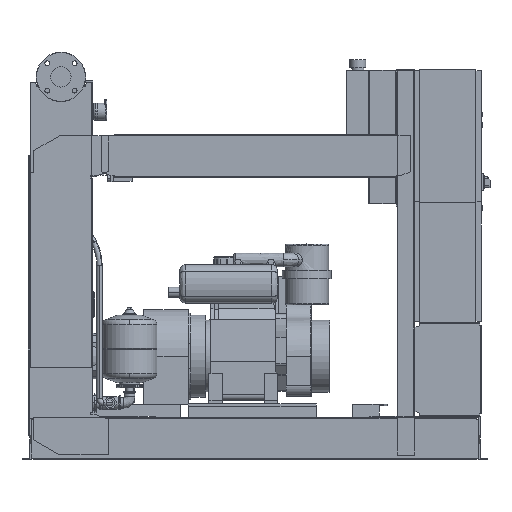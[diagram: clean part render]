
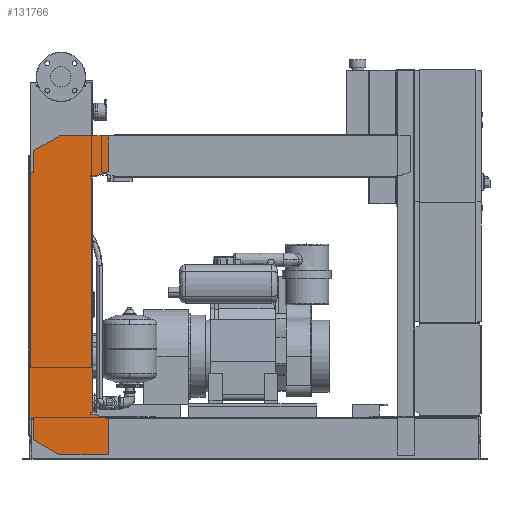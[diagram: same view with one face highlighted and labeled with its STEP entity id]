
A CAD part, front view. The second image highlights one B-rep face of the part: STEP entity #131766.
In plain terms, the highlighted free-form (B-spline) face has degree [1, 1] with [2, 2] control points.
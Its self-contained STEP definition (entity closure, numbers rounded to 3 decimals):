
#131251=CARTESIAN_POINT('',(-102.0,-463.5,1076.0));
#131252=VERTEX_POINT('',#131251);
#131259=CARTESIAN_POINT('',(-102.0,-463.5,1158.574));
#131260=VERTEX_POINT('',#131259);
#131261=CARTESIAN_POINT('',(-102.0,-463.5,1076.0));
#131262=DIRECTION('',(0.0,0.0,1.0));
#131263=VECTOR('',#131262,82.574);
#131264=LINE('',#131261,#131263);
#131265=EDGE_CURVE('',#131252,#131260,#131264,.T.);
#131283=CARTESIAN_POINT('',(-6.,-463.5,1214.0));
#131284=VERTEX_POINT('',#131283);
#131285=CARTESIAN_POINT('',(-102.0,-463.5,1158.574));
#131286=DIRECTION('',(0.866,0.0,0.5));
#131287=VECTOR('',#131286,110.851);
#131288=LINE('',#131285,#131287);
#131289=EDGE_CURVE('',#131260,#131284,#131288,.T.);
#131307=CARTESIAN_POINT('',(177.0,-463.5,1214.0));
#131308=VERTEX_POINT('',#131307);
#131309=CARTESIAN_POINT('',(-6.,-463.5,1214.0));
#131310=DIRECTION('',(1.0,0.0,0.0));
#131311=VECTOR('',#131310,183.0);
#131312=LINE('',#131309,#131311);
#131313=EDGE_CURVE('',#131284,#131308,#131312,.T.);
#131331=CARTESIAN_POINT('',(177.0,-463.5,1080.379));
#131332=VERTEX_POINT('',#131331);
#131333=CARTESIAN_POINT('',(177.0,-463.5,1214.0));
#131334=DIRECTION('',(0.0,0.0,-1.0));
#131335=VECTOR('',#131334,133.621);
#131336=LINE('',#131333,#131335);
#131337=EDGE_CURVE('',#131308,#131332,#131336,.T.);
#131355=CARTESIAN_POINT('',(132.,-463.5,1064.0));
#131356=VERTEX_POINT('',#131355);
#131357=CARTESIAN_POINT('',(177.0,-463.5,1080.379));
#131358=DIRECTION('',(-0.94,0.0,-0.342));
#131359=VECTOR('',#131358,47.888);
#131360=LINE('',#131357,#131359);
#131361=EDGE_CURVE('',#131332,#131356,#131360,.T.);
#131379=CARTESIAN_POINT('',(112.0,-463.5,1064.0));
#131380=VERTEX_POINT('',#131379);
#131381=CARTESIAN_POINT('',(132.,-463.5,1064.0));
#131382=DIRECTION('',(-1.0,0.0,0.0));
#131383=VECTOR('',#131382,20.);
#131384=LINE('',#131381,#131383);
#131385=EDGE_CURVE('',#131356,#131380,#131384,.T.);
#131403=CARTESIAN_POINT('',(112.0,-463.5,1056.0));
#131404=VERTEX_POINT('',#131403);
#131405=CARTESIAN_POINT('',(112.0,-463.5,1064.0));
#131406=DIRECTION('',(0.0,0.0,-1.0));
#131407=VECTOR('',#131406,8.0);
#131408=LINE('',#131405,#131407);
#131409=EDGE_CURVE('',#131380,#131404,#131408,.T.);
#131427=CARTESIAN_POINT('',(120.,-463.5,1056.0));
#131428=VERTEX_POINT('',#131427);
#131429=CARTESIAN_POINT('',(112.0,-463.5,1056.0));
#131430=DIRECTION('',(1.0,0.0,0.0));
#131431=VECTOR('',#131430,8.);
#131432=LINE('',#131429,#131431);
#131433=EDGE_CURVE('',#131404,#131428,#131432,.T.);
#131451=CARTESIAN_POINT('',(120.,-463.5,176.));
#131452=VERTEX_POINT('',#131451);
#131463=CARTESIAN_POINT('',(120.,-463.5,1056.0));
#131464=DIRECTION('',(0.0,0.0,-1.0));
#131465=VECTOR('',#131464,880.);
#131466=LINE('',#131463,#131465);
#131467=EDGE_CURVE('',#131428,#131452,#131466,.T.);
#131481=CARTESIAN_POINT('',(112.,-463.5,176.));
#131482=VERTEX_POINT('',#131481);
#131483=CARTESIAN_POINT('',(120.,-463.5,176.));
#131484=DIRECTION('',(-1.0,0.0,0.0));
#131485=VECTOR('',#131484,8.);
#131486=LINE('',#131483,#131485);
#131487=EDGE_CURVE('',#131452,#131482,#131486,.T.);
#131505=CARTESIAN_POINT('',(112.,-463.5,168.));
#131506=VERTEX_POINT('',#131505);
#131507=CARTESIAN_POINT('',(112.,-463.5,176.));
#131508=DIRECTION('',(0.0,0.0,-1.0));
#131509=VECTOR('',#131508,8.0);
#131510=LINE('',#131507,#131509);
#131511=EDGE_CURVE('',#131482,#131506,#131510,.T.);
#131529=CARTESIAN_POINT('',(132.,-463.5,168.));
#131530=VERTEX_POINT('',#131529);
#131531=CARTESIAN_POINT('',(112.,-463.5,168.));
#131532=DIRECTION('',(1.0,0.0,0.0));
#131533=VECTOR('',#131532,20.0);
#131534=LINE('',#131531,#131533);
#131535=EDGE_CURVE('',#131506,#131530,#131534,.T.);
#131553=CARTESIAN_POINT('',(177.,-463.5,151.621));
#131554=VERTEX_POINT('',#131553);
#131555=CARTESIAN_POINT('',(132.,-463.5,168.));
#131556=DIRECTION('',(0.94,0.0,-0.342));
#131557=VECTOR('',#131556,47.888);
#131558=LINE('',#131555,#131557);
#131559=EDGE_CURVE('',#131530,#131554,#131558,.T.);
#131577=CARTESIAN_POINT('',(177.,-463.5,18.0));
#131578=VERTEX_POINT('',#131577);
#131579=CARTESIAN_POINT('',(177.,-463.5,151.621));
#131580=DIRECTION('',(0.0,0.0,-1.0));
#131581=VECTOR('',#131580,133.621);
#131582=LINE('',#131579,#131581);
#131583=EDGE_CURVE('',#131554,#131578,#131582,.T.);
#131601=CARTESIAN_POINT('',(-4.,-463.5,18.0));
#131602=VERTEX_POINT('',#131601);
#131603=CARTESIAN_POINT('',(177.,-463.5,18.0));
#131604=DIRECTION('',(-1.0,0.0,0.0));
#131605=VECTOR('',#131604,181.);
#131606=LINE('',#131603,#131605);
#131607=EDGE_CURVE('',#131578,#131602,#131606,.T.);
#131625=CARTESIAN_POINT('',(-102.,-463.5,74.58));
#131626=VERTEX_POINT('',#131625);
#131627=CARTESIAN_POINT('',(-4.,-463.5,18.0));
#131628=DIRECTION('',(-0.866,0.,0.5));
#131629=VECTOR('',#131628,113.161);
#131630=LINE('',#131627,#131629);
#131631=EDGE_CURVE('',#131602,#131626,#131630,.T.);
#131649=CARTESIAN_POINT('',(-102.,-463.5,156.0));
#131650=VERTEX_POINT('',#131649);
#131651=CARTESIAN_POINT('',(-102.,-463.5,74.58));
#131652=DIRECTION('',(0.0,0.0,1.0));
#131653=VECTOR('',#131652,81.42);
#131654=LINE('',#131651,#131653);
#131655=EDGE_CURVE('',#131626,#131650,#131654,.T.);
#131673=CARTESIAN_POINT('',(-122.,-463.5,156.0));
#131674=VERTEX_POINT('',#131673);
#131675=CARTESIAN_POINT('',(-102.,-463.5,156.0));
#131676=DIRECTION('',(-1.0,0.0,0.0));
#131677=VECTOR('',#131676,20.0);
#131678=LINE('',#131675,#131677);
#131679=EDGE_CURVE('',#131650,#131674,#131678,.T.);
#131697=CARTESIAN_POINT('',(-122.0,-463.5,1076.0));
#131698=VERTEX_POINT('',#131697);
#131711=CARTESIAN_POINT('',(-122.,-463.5,156.0));
#131712=DIRECTION('',(0.0,0.0,1.0));
#131713=VECTOR('',#131712,920.0);
#131714=LINE('',#131711,#131713);
#131715=EDGE_CURVE('',#131674,#131698,#131714,.T.);
#131729=CARTESIAN_POINT('',(-122.0,-463.5,1076.0));
#131730=DIRECTION('',(1.0,0.0,0.0));
#131731=VECTOR('',#131730,20.0);
#131732=LINE('',#131729,#131731);
#131733=EDGE_CURVE('',#131698,#131252,#131732,.T.);
#131739=CARTESIAN_POINT('',(-122.,-463.5,18.0));
#131740=CARTESIAN_POINT('',(177.0,-463.5,18.0));
#131741=CARTESIAN_POINT('',(-122.,-463.5,1214.0));
#131742=CARTESIAN_POINT('',(177.0,-463.5,1214.0));
#131743=B_SPLINE_SURFACE_WITH_KNOTS('',1,1,((#131739,#131741),(#131740,#131742)),.UNSPECIFIED.,.F.,.F.,.U.,(2,2),(2,2),(0.0,299.),(0.0,1196.0),.UNSPECIFIED.);
#131744=ORIENTED_EDGE('',*,*,#131733,.F.);
#131745=ORIENTED_EDGE('',*,*,#131715,.F.);
#131746=ORIENTED_EDGE('',*,*,#131679,.F.);
#131747=ORIENTED_EDGE('',*,*,#131655,.F.);
#131748=ORIENTED_EDGE('',*,*,#131631,.F.);
#131749=ORIENTED_EDGE('',*,*,#131607,.F.);
#131750=ORIENTED_EDGE('',*,*,#131583,.F.);
#131751=ORIENTED_EDGE('',*,*,#131559,.F.);
#131752=ORIENTED_EDGE('',*,*,#131535,.F.);
#131753=ORIENTED_EDGE('',*,*,#131511,.F.);
#131754=ORIENTED_EDGE('',*,*,#131487,.F.);
#131755=ORIENTED_EDGE('',*,*,#131467,.F.);
#131756=ORIENTED_EDGE('',*,*,#131433,.F.);
#131757=ORIENTED_EDGE('',*,*,#131409,.F.);
#131758=ORIENTED_EDGE('',*,*,#131385,.F.);
#131759=ORIENTED_EDGE('',*,*,#131361,.F.);
#131760=ORIENTED_EDGE('',*,*,#131337,.F.);
#131761=ORIENTED_EDGE('',*,*,#131313,.F.);
#131762=ORIENTED_EDGE('',*,*,#131289,.F.);
#131763=ORIENTED_EDGE('',*,*,#131265,.F.);
#131764=EDGE_LOOP('',(#131744,#131745,#131746,#131747,#131748,#131749,#131750,#131751,#131752,#131753,#131754,#131755,#131756,#131757,#131758,#131759,#131760,#131761,#131762,#131763));
#131765=FACE_OUTER_BOUND('',#131764,.T.);
#131766=ADVANCED_FACE('',(#131765),#131743,.T.);
